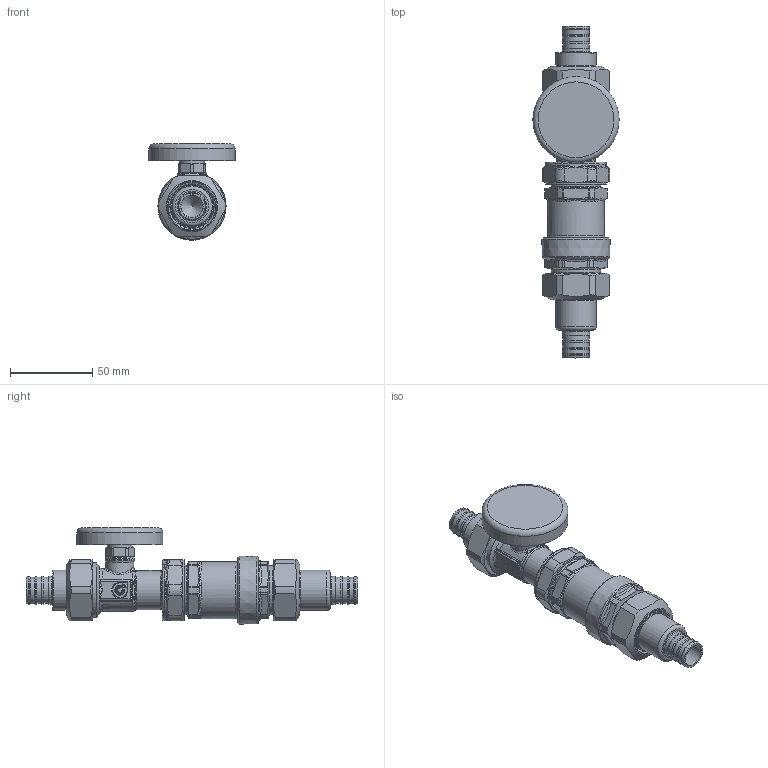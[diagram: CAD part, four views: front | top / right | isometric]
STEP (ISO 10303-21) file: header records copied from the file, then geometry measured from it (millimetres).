
FILE_DESCRIPTION(/* description */ (''),/* implementation_level */ '2;1');
FILE_NAME(/* name */ '127155AFC_Simplify_1.stp',/* time_stamp */ '2025-07-24T14:50:38-05:00',/* author */ ('ischreiner'),/* organization */ (''),/* preprocessor_version */ 'ST-DEVELOPER v20',/* originating_system */ 'Autodesk Inventor 2025',/* authorisation */ '');
FILE_SCHEMA (('AUTOMOTIVE_DESIGN { 1 0 10303 214 3 1 1 }'));
Length unit declared in the file: inch
Products named in the file (1): 127155AFC_Simplify_1
Bounding box: 52.32 x 201.4 x 58.6 mm (x, y, z)
Volume: 113641.3 mm3; surface area: 53518.9 mm2
Topology: 6 solids, 6 shells, 791 faces, 1820 edges, 1027 vertices
Faces by surface type: cylinder 231, bspline 172, plane 147, torus 108, cone 95, sphere 38
Full cylindrical faces by diameter (mm): 13.462 x2, 15.24 x1, 15.875 x7, 16.942 x8, 17 x1, 18 x1, 20.066 x1, 20.091 x2, 20.574 x1, 20.6 x1, 21 x2, 22 x1, 23.5 x1, 24 x1, 24.1 x2, 24.384 x1, 24.435 x1, 25 x2, 25.908 x1, 26.416 x1, 26.924 x2, 28.3 x2, 28.5 x1, 28.6 x1, 29.6 x1, 29.972 x2, 30 x4, 30.2 x1, 30.302 x2, 30.4 x1
Entity records: 33097 total; most frequent: CARTESIAN_POINT 15430, ORIENTED_EDGE 3530, DIRECTION 3498, EDGE_CURVE 1765, AXIS2_PLACEMENT_3D 1518, VERTEX_POINT 1027, EDGE_LOOP 846, STYLED_ITEM 797
